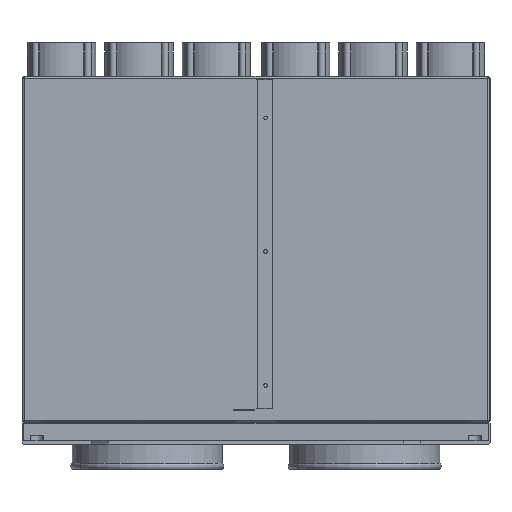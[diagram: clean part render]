
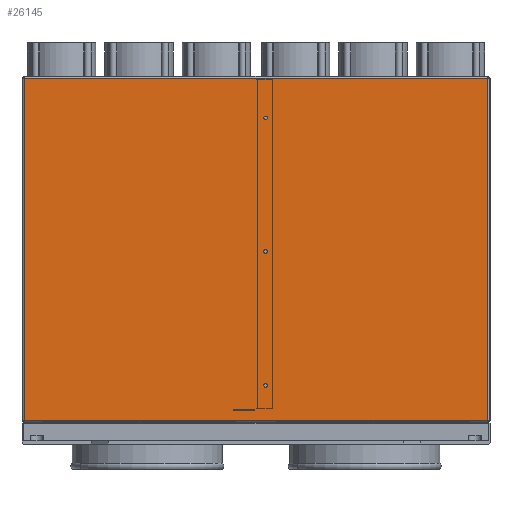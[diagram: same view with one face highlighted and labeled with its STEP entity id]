
A CAD part, front view. The second image highlights one B-rep face of the part: STEP entity #26145.
In plain terms, the highlighted planar face has unit normal (0, -1, 0).
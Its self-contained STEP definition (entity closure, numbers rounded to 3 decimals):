
#24749=CARTESIAN_POINT('Vertex',(277.,-187.,437.75)) ;
#25436=CARTESIAN_POINT('Vertex',(-277.,-187.,437.75)) ;
#25556=CARTESIAN_POINT('Line Origine',(0.,-187.,437.75)) ;
#25597=CARTESIAN_POINT('Line Origine',(277.,-187.,233.125)) ;
#25601=CARTESIAN_POINT('Vertex',(277.,-187.,28.5)) ;
#25650=CARTESIAN_POINT('Axis2P3D Location',(11.5,-187.,390.25)) ;
#25654=CARTESIAN_POINT('Vertex',(11.5,-187.,388.1)) ;
#25656=CARTESIAN_POINT('Vertex',(13.65,-187.,390.25)) ;
#25701=CARTESIAN_POINT('Vertex',(9.35,-187.,390.25)) ;
#25704=CARTESIAN_POINT('Axis2P3D Location',(11.5,-187.,390.25)) ;
#25732=CARTESIAN_POINT('Vertex',(11.5,-187.,392.4)) ;
#25735=CARTESIAN_POINT('Axis2P3D Location',(11.5,-187.,390.25)) ;
#25752=CARTESIAN_POINT('Axis2P3D Location',(11.5,-187.,390.25)) ;
#25774=CARTESIAN_POINT('Axis2P3D Location',(11.5,-187.,230.25)) ;
#25778=CARTESIAN_POINT('Vertex',(11.5,-187.,228.1)) ;
#25780=CARTESIAN_POINT('Vertex',(13.65,-187.,230.25)) ;
#25825=CARTESIAN_POINT('Vertex',(9.35,-187.,230.25)) ;
#25828=CARTESIAN_POINT('Axis2P3D Location',(11.5,-187.,230.25)) ;
#25856=CARTESIAN_POINT('Vertex',(11.5,-187.,232.4)) ;
#25859=CARTESIAN_POINT('Axis2P3D Location',(11.5,-187.,230.25)) ;
#25876=CARTESIAN_POINT('Axis2P3D Location',(11.5,-187.,230.25)) ;
#25898=CARTESIAN_POINT('Axis2P3D Location',(11.5,-187.,70.25)) ;
#25902=CARTESIAN_POINT('Vertex',(11.5,-187.,68.1)) ;
#25904=CARTESIAN_POINT('Vertex',(13.65,-187.,70.25)) ;
#25949=CARTESIAN_POINT('Vertex',(9.35,-187.,70.25)) ;
#25952=CARTESIAN_POINT('Axis2P3D Location',(11.5,-187.,70.25)) ;
#25980=CARTESIAN_POINT('Vertex',(11.5,-187.,72.4)) ;
#25983=CARTESIAN_POINT('Axis2P3D Location',(11.5,-187.,70.25)) ;
#26000=CARTESIAN_POINT('Axis2P3D Location',(11.5,-187.,70.25)) ;
#26087=CARTESIAN_POINT('Line Origine',(-277.,-187.,233.125)) ;
#26091=CARTESIAN_POINT('Vertex',(-277.,-187.,28.5)) ;
#26111=CARTESIAN_POINT('Axis2P3D Location',(0.,-187.,437.75)) ;
#26116=CARTESIAN_POINT('Line Origine',(0.,-187.,28.5)) ;
#25557=DIRECTION('Vector Direction',(1.,0.,0.)) ;
#25598=DIRECTION('Vector Direction',(0.,0.,1.)) ;
#25651=DIRECTION('Axis2P3D Direction',(0.,-1.,0.)) ;
#25705=DIRECTION('Axis2P3D Direction',(0.,-1.,0.)) ;
#25736=DIRECTION('Axis2P3D Direction',(0.,-1.,0.)) ;
#25753=DIRECTION('Axis2P3D Direction',(0.,-1.,0.)) ;
#25775=DIRECTION('Axis2P3D Direction',(0.,-1.,0.)) ;
#25829=DIRECTION('Axis2P3D Direction',(0.,-1.,0.)) ;
#25860=DIRECTION('Axis2P3D Direction',(0.,-1.,0.)) ;
#25877=DIRECTION('Axis2P3D Direction',(0.,-1.,0.)) ;
#25899=DIRECTION('Axis2P3D Direction',(0.,-1.,0.)) ;
#25953=DIRECTION('Axis2P3D Direction',(0.,-1.,0.)) ;
#25984=DIRECTION('Axis2P3D Direction',(0.,-1.,0.)) ;
#26001=DIRECTION('Axis2P3D Direction',(0.,-1.,0.)) ;
#26088=DIRECTION('Vector Direction',(0.,0.,-1.)) ;
#26112=DIRECTION('Axis2P3D Direction',(0.,-1.,0.)) ;
#26113=DIRECTION('Axis2P3D XDirection',(-1.,0.,0.)) ;
#26117=DIRECTION('Vector Direction',(-1.,0.,0.)) ;
#25652=AXIS2_PLACEMENT_3D('Circle Axis2P3D',#25650,#25651,$) ;
#25706=AXIS2_PLACEMENT_3D('Circle Axis2P3D',#25704,#25705,$) ;
#25737=AXIS2_PLACEMENT_3D('Circle Axis2P3D',#25735,#25736,$) ;
#25754=AXIS2_PLACEMENT_3D('Circle Axis2P3D',#25752,#25753,$) ;
#25776=AXIS2_PLACEMENT_3D('Circle Axis2P3D',#25774,#25775,$) ;
#25830=AXIS2_PLACEMENT_3D('Circle Axis2P3D',#25828,#25829,$) ;
#25861=AXIS2_PLACEMENT_3D('Circle Axis2P3D',#25859,#25860,$) ;
#25878=AXIS2_PLACEMENT_3D('Circle Axis2P3D',#25876,#25877,$) ;
#25900=AXIS2_PLACEMENT_3D('Circle Axis2P3D',#25898,#25899,$) ;
#25954=AXIS2_PLACEMENT_3D('Circle Axis2P3D',#25952,#25953,$) ;
#25985=AXIS2_PLACEMENT_3D('Circle Axis2P3D',#25983,#25984,$) ;
#26002=AXIS2_PLACEMENT_3D('Circle Axis2P3D',#26000,#26001,$) ;
#26114=AXIS2_PLACEMENT_3D('Plane Axis2P3D',#26111,#26112,#26113) ;
#26122=ORIENTED_EDGE('',*,*,#25560,.F.) ;
#26123=ORIENTED_EDGE('',*,*,#26093,.T.) ;
#26124=ORIENTED_EDGE('',*,*,#26120,.T.) ;
#26125=ORIENTED_EDGE('',*,*,#25603,.T.) ;
#26128=ORIENTED_EDGE('',*,*,#25658,.F.) ;
#26129=ORIENTED_EDGE('',*,*,#25708,.F.) ;
#26130=ORIENTED_EDGE('',*,*,#25739,.F.) ;
#26131=ORIENTED_EDGE('',*,*,#25756,.F.) ;
#26134=ORIENTED_EDGE('',*,*,#25782,.F.) ;
#26135=ORIENTED_EDGE('',*,*,#25832,.F.) ;
#26136=ORIENTED_EDGE('',*,*,#25863,.F.) ;
#26137=ORIENTED_EDGE('',*,*,#25880,.F.) ;
#26140=ORIENTED_EDGE('',*,*,#25906,.F.) ;
#26141=ORIENTED_EDGE('',*,*,#25956,.F.) ;
#26142=ORIENTED_EDGE('',*,*,#25987,.F.) ;
#26143=ORIENTED_EDGE('',*,*,#26004,.F.) ;
#26132=FACE_BOUND('',#26127,.T.) ;
#26138=FACE_BOUND('',#26133,.T.) ;
#26144=FACE_BOUND('',#26139,.T.) ;
#25558=VECTOR('Line Direction',#25557,1.) ;
#25599=VECTOR('Line Direction',#25598,1.) ;
#26089=VECTOR('Line Direction',#26088,1.) ;
#26118=VECTOR('Line Direction',#26117,1.) ;
#26145=ADVANCED_FACE('Hauptk\X2\00F6\X0\rper',(#26126,#26132,#26138,#26144),#26115,.T.) ;
#25653=CIRCLE('generated circle',#25652,2.15) ;
#25707=CIRCLE('generated circle',#25706,2.15) ;
#25738=CIRCLE('generated circle',#25737,2.15) ;
#25755=CIRCLE('generated circle',#25754,2.15) ;
#25777=CIRCLE('generated circle',#25776,2.15) ;
#25831=CIRCLE('generated circle',#25830,2.15) ;
#25862=CIRCLE('generated circle',#25861,2.15) ;
#25879=CIRCLE('generated circle',#25878,2.15) ;
#25901=CIRCLE('generated circle',#25900,2.15) ;
#25955=CIRCLE('generated circle',#25954,2.15) ;
#25986=CIRCLE('generated circle',#25985,2.15) ;
#26003=CIRCLE('generated circle',#26002,2.15) ;
#25560=EDGE_CURVE('',#25437,#24750,#25559,.T.) ;
#25603=EDGE_CURVE('',#25602,#24750,#25600,.T.) ;
#25658=EDGE_CURVE('',#25655,#25657,#25653,.T.) ;
#25708=EDGE_CURVE('',#25702,#25655,#25707,.T.) ;
#25739=EDGE_CURVE('',#25733,#25702,#25738,.T.) ;
#25756=EDGE_CURVE('',#25657,#25733,#25755,.T.) ;
#25782=EDGE_CURVE('',#25779,#25781,#25777,.T.) ;
#25832=EDGE_CURVE('',#25826,#25779,#25831,.T.) ;
#25863=EDGE_CURVE('',#25857,#25826,#25862,.T.) ;
#25880=EDGE_CURVE('',#25781,#25857,#25879,.T.) ;
#25906=EDGE_CURVE('',#25903,#25905,#25901,.T.) ;
#25956=EDGE_CURVE('',#25950,#25903,#25955,.T.) ;
#25987=EDGE_CURVE('',#25981,#25950,#25986,.T.) ;
#26004=EDGE_CURVE('',#25905,#25981,#26003,.T.) ;
#26093=EDGE_CURVE('',#25437,#26092,#26090,.T.) ;
#26120=EDGE_CURVE('',#26092,#25602,#26119,.F.) ;
#26121=EDGE_LOOP('',(#26122,#26123,#26124,#26125)) ;
#26127=EDGE_LOOP('',(#26128,#26129,#26130,#26131)) ;
#26133=EDGE_LOOP('',(#26134,#26135,#26136,#26137)) ;
#26139=EDGE_LOOP('',(#26140,#26141,#26142,#26143)) ;
#26126=FACE_OUTER_BOUND('',#26121,.T.) ;
#25559=LINE('Line',#25556,#25558) ;
#25600=LINE('Line',#25597,#25599) ;
#26090=LINE('Line',#26087,#26089) ;
#26119=LINE('Line',#26116,#26118) ;
#26115=PLANE('',#26114) ;
#24750=VERTEX_POINT('',#24749) ;
#25437=VERTEX_POINT('',#25436) ;
#25602=VERTEX_POINT('',#25601) ;
#25655=VERTEX_POINT('',#25654) ;
#25657=VERTEX_POINT('',#25656) ;
#25702=VERTEX_POINT('',#25701) ;
#25733=VERTEX_POINT('',#25732) ;
#25779=VERTEX_POINT('',#25778) ;
#25781=VERTEX_POINT('',#25780) ;
#25826=VERTEX_POINT('',#25825) ;
#25857=VERTEX_POINT('',#25856) ;
#25903=VERTEX_POINT('',#25902) ;
#25905=VERTEX_POINT('',#25904) ;
#25950=VERTEX_POINT('',#25949) ;
#25981=VERTEX_POINT('',#25980) ;
#26092=VERTEX_POINT('',#26091) ;
